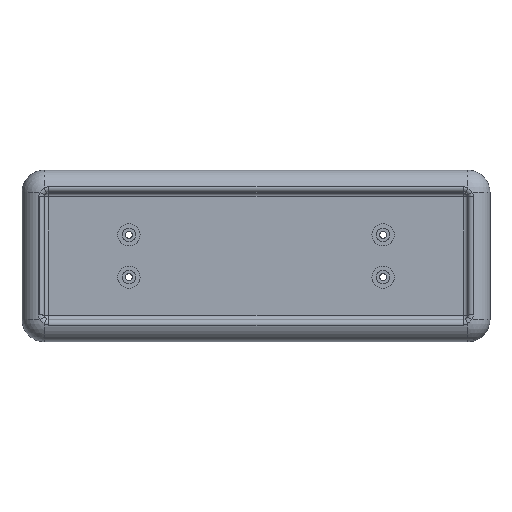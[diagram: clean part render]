
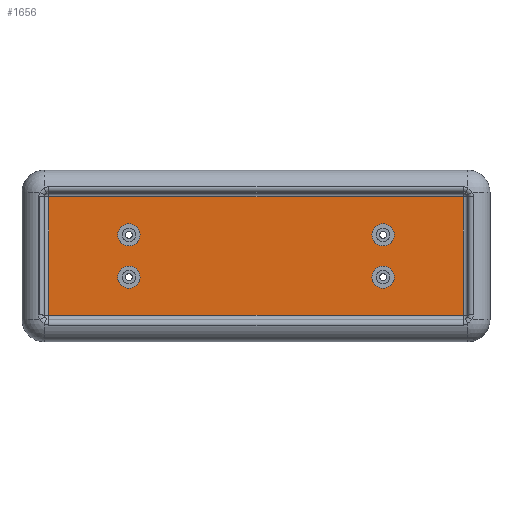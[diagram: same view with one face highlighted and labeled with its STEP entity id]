
A CAD part, top view. The second image highlights one B-rep face of the part: STEP entity #1656.
In plain terms, the highlighted planar face has unit normal (0, 0, 1).
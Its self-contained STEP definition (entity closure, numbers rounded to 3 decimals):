
#19 = CARTESIAN_POINT ( 'NONE',  ( 43.196, 19.307, 3. ) ) ;
#86 = EDGE_CURVE ( 'NONE', #643, #924, #2878, .T. ) ;
#133 = DIRECTION ( 'NONE',  ( 1., 0., 0. ) ) ;
#140 = CIRCLE ( 'NONE', #1502, 5. ) ;
#151 = VERTEX_POINT ( 'NONE', #2571 ) ;
#170 = PLANE ( 'NONE',  #3083 ) ;
#238 = DIRECTION ( 'NONE',  ( -1., 0., 0. ) ) ;
#260 = AXIS2_PLACEMENT_3D ( 'NONE', #1856, #2884, #2134 ) ;
#261 = CARTESIAN_POINT ( 'NONE',  ( 157.495, 38.357, 3. ) ) ;
#262 = VERTEX_POINT ( 'NONE', #2940 ) ;
#270 = DIRECTION ( 'NONE',  ( 0., 0., 1. ) ) ;
#277 = ORIENTED_EDGE ( 'NONE', *, *, #3070, .F. ) ;
#281 = DIRECTION ( 'NONE',  ( 0., 0., 1. ) ) ;
#287 = CARTESIAN_POINT ( 'NONE',  ( 38.196, 19.307, 3. ) ) ;
#294 = DIRECTION ( 'NONE',  ( 1., 0., 0. ) ) ;
#316 = EDGE_CURVE ( 'NONE', #3028, #595, #140, .T. ) ;
#320 = VECTOR ( 'NONE', #3128, 1000. ) ;
#354 = CARTESIAN_POINT ( 'NONE',  ( 152.495, 38.357, 3. ) ) ;
#381 = CARTESIAN_POINT ( 'NONE',  ( 188.596, 57.407, 3. ) ) ;
#416 = AXIS2_PLACEMENT_3D ( 'NONE', #287, #270, #3088 ) ;
#423 = CIRCLE ( 'NONE', #260, 5. ) ;
#440 = CARTESIAN_POINT ( 'NONE',  ( 188.596, 2.257, 3. ) ) ;
#451 = DIRECTION ( 'NONE',  ( 0., 0., 1. ) ) ;
#483 = VERTEX_POINT ( 'NONE', #261 ) ;
#595 = VERTEX_POINT ( 'NONE', #1714 ) ;
#604 = AXIS2_PLACEMENT_3D ( 'NONE', #354, #1091, #3206 ) ;
#609 = CARTESIAN_POINT ( 'NONE',  ( 38.196, 19.307, 3. ) ) ;
#643 = VERTEX_POINT ( 'NONE', #440 ) ;
#671 = VERTEX_POINT ( 'NONE', #1483 ) ;
#675 = DIRECTION ( 'NONE',  ( 0., -1., 0. ) ) ;
#697 = ORIENTED_EDGE ( 'NONE', *, *, #316, .F. ) ;
#737 = CARTESIAN_POINT ( 'NONE',  ( 2.095, 2.257, 3. ) ) ;
#808 = VECTOR ( 'NONE', #1768, 1000. ) ;
#865 = FACE_BOUND ( 'NONE', #3115, .T. ) ;
#885 = VERTEX_POINT ( 'NONE', #3134 ) ;
#914 = CIRCLE ( 'NONE', #2695, 5. ) ;
#924 = VERTEX_POINT ( 'NONE', #1756 ) ;
#969 = CIRCLE ( 'NONE', #2691, 5. ) ;
#990 = LINE ( 'NONE', #2428, #2068 ) ;
#996 = ORIENTED_EDGE ( 'NONE', *, *, #2359, .F. ) ;
#1004 = VERTEX_POINT ( 'NONE', #737 ) ;
#1038 = DIRECTION ( 'NONE',  ( 1., 0., 0. ) ) ;
#1091 = DIRECTION ( 'NONE',  ( 0., 0., 1. ) ) ;
#1094 = CARTESIAN_POINT ( 'NONE',  ( 33.196, 38.357, 3. ) ) ;
#1111 = EDGE_CURVE ( 'NONE', #1929, #151, #2482, .T. ) ;
#1180 = DIRECTION ( 'NONE',  ( 0., 0., 1. ) ) ;
#1216 = ORIENTED_EDGE ( 'NONE', *, *, #2424, .F. ) ;
#1246 = CARTESIAN_POINT ( 'NONE',  ( 190.596, 2.257, 3. ) ) ;
#1301 = ORIENTED_EDGE ( 'NONE', *, *, #2700, .F. ) ;
#1365 = CARTESIAN_POINT ( 'NONE',  ( 38.196, 38.357, 3. ) ) ;
#1412 = ORIENTED_EDGE ( 'NONE', *, *, #2297, .F. ) ;
#1483 = CARTESIAN_POINT ( 'NONE',  ( 2.095, 55.407, 3. ) ) ;
#1496 = CARTESIAN_POINT ( 'NONE',  ( 152.495, 38.357, 3. ) ) ;
#1502 = AXIS2_PLACEMENT_3D ( 'NONE', #2688, #451, #133 ) ;
#1521 = LINE ( 'NONE', #1246, #808 ) ;
#1522 = ORIENTED_EDGE ( 'NONE', *, *, #2515, .T. ) ;
#1614 = DIRECTION ( 'NONE',  ( 0., 0., 1. ) ) ;
#1634 = CARTESIAN_POINT ( 'NONE',  ( 0., 0., 3. ) ) ;
#1656 = ADVANCED_FACE ( 'NONE', ( #3152, #2152, #865, #2617, #2916 ), #170, .T. ) ;
#1688 = DIRECTION ( 'NONE',  ( 1., 0., 0. ) ) ;
#1700 = AXIS2_PLACEMENT_3D ( 'NONE', #1496, #281, #1038 ) ;
#1701 = LINE ( 'NONE', #2480, #2862 ) ;
#1714 = CARTESIAN_POINT ( 'NONE',  ( 43.196, 38.357, 3. ) ) ;
#1737 = ORIENTED_EDGE ( 'NONE', *, *, #2179, .T. ) ;
#1756 = CARTESIAN_POINT ( 'NONE',  ( 188.596, 55.407, 3. ) ) ;
#1768 = DIRECTION ( 'NONE',  ( 1., 0., 0. ) ) ;
#1811 = CIRCLE ( 'NONE', #1700, 5. ) ;
#1856 = CARTESIAN_POINT ( 'NONE',  ( 152.495, 19.307, 3. ) ) ;
#1917 = CARTESIAN_POINT ( 'NONE',  ( 147.495, 19.307, 3. ) ) ;
#1918 = EDGE_LOOP ( 'NONE', ( #697, #1301 ) ) ;
#1929 = VERTEX_POINT ( 'NONE', #19 ) ;
#1979 = EDGE_CURVE ( 'NONE', #885, #2389, #423, .T. ) ;
#1983 = CIRCLE ( 'NONE', #416, 5. ) ;
#2046 = DIRECTION ( 'NONE',  ( 1., 0., 0. ) ) ;
#2047 = EDGE_LOOP ( 'NONE', ( #1522, #3160, #2327, #1737 ) ) ;
#2068 = VECTOR ( 'NONE', #675, 1000. ) ;
#2071 = AXIS2_PLACEMENT_3D ( 'NONE', #609, #1614, #294 ) ;
#2134 = DIRECTION ( 'NONE',  ( 1., 0., 0. ) ) ;
#2137 = DIRECTION ( 'NONE',  ( 1., 0., 0. ) ) ;
#2152 = FACE_BOUND ( 'NONE', #2793, .T. ) ;
#2179 = EDGE_CURVE ( 'NONE', #671, #1004, #990, .T. ) ;
#2286 = DIRECTION ( 'NONE',  ( 0., 0., 1. ) ) ;
#2297 = EDGE_CURVE ( 'NONE', #483, #262, #1811, .T. ) ;
#2327 = ORIENTED_EDGE ( 'NONE', *, *, #2866, .T. ) ;
#2359 = EDGE_CURVE ( 'NONE', #262, #483, #2529, .T. ) ;
#2389 = VERTEX_POINT ( 'NONE', #1917 ) ;
#2424 = EDGE_CURVE ( 'NONE', #2389, #885, #969, .T. ) ;
#2428 = CARTESIAN_POINT ( 'NONE',  ( 2.095, 0.257, 3. ) ) ;
#2480 = CARTESIAN_POINT ( 'NONE',  ( 0.095, 55.407, 3. ) ) ;
#2482 = CIRCLE ( 'NONE', #2071, 5. ) ;
#2515 = EDGE_CURVE ( 'NONE', #1004, #643, #1521, .T. ) ;
#2522 = ORIENTED_EDGE ( 'NONE', *, *, #1979, .F. ) ;
#2529 = CIRCLE ( 'NONE', #604, 5. ) ;
#2571 = CARTESIAN_POINT ( 'NONE',  ( 33.196, 19.307, 3. ) ) ;
#2617 = FACE_BOUND ( 'NONE', #3189, .T. ) ;
#2688 = CARTESIAN_POINT ( 'NONE',  ( 38.196, 38.357, 3. ) ) ;
#2691 = AXIS2_PLACEMENT_3D ( 'NONE', #3157, #1180, #1688 ) ;
#2695 = AXIS2_PLACEMENT_3D ( 'NONE', #1365, #2286, #2046 ) ;
#2700 = EDGE_CURVE ( 'NONE', #595, #3028, #914, .T. ) ;
#2793 = EDGE_LOOP ( 'NONE', ( #1216, #2522 ) ) ;
#2862 = VECTOR ( 'NONE', #238, 1000. ) ;
#2866 = EDGE_CURVE ( 'NONE', #924, #671, #1701, .T. ) ;
#2872 = DIRECTION ( 'NONE',  ( 0., 0., 1. ) ) ;
#2878 = LINE ( 'NONE', #381, #320 ) ;
#2884 = DIRECTION ( 'NONE',  ( 0., 0., 1. ) ) ;
#2916 = FACE_BOUND ( 'NONE', #1918, .T. ) ;
#2940 = CARTESIAN_POINT ( 'NONE',  ( 147.495, 38.357, 3. ) ) ;
#2973 = ORIENTED_EDGE ( 'NONE', *, *, #1111, .F. ) ;
#3028 = VERTEX_POINT ( 'NONE', #1094 ) ;
#3070 = EDGE_CURVE ( 'NONE', #151, #1929, #1983, .T. ) ;
#3083 = AXIS2_PLACEMENT_3D ( 'NONE', #1634, #2872, #2137 ) ;
#3088 = DIRECTION ( 'NONE',  ( 1., 0., 0. ) ) ;
#3115 = EDGE_LOOP ( 'NONE', ( #996, #1412 ) ) ;
#3128 = DIRECTION ( 'NONE',  ( 0., 1., 0. ) ) ;
#3134 = CARTESIAN_POINT ( 'NONE',  ( 157.496, 19.307, 3. ) ) ;
#3152 = FACE_OUTER_BOUND ( 'NONE', #2047, .T. ) ;
#3157 = CARTESIAN_POINT ( 'NONE',  ( 152.495, 19.307, 3. ) ) ;
#3160 = ORIENTED_EDGE ( 'NONE', *, *, #86, .T. ) ;
#3189 = EDGE_LOOP ( 'NONE', ( #277, #2973 ) ) ;
#3206 = DIRECTION ( 'NONE',  ( 1., 0., 0. ) ) ;
